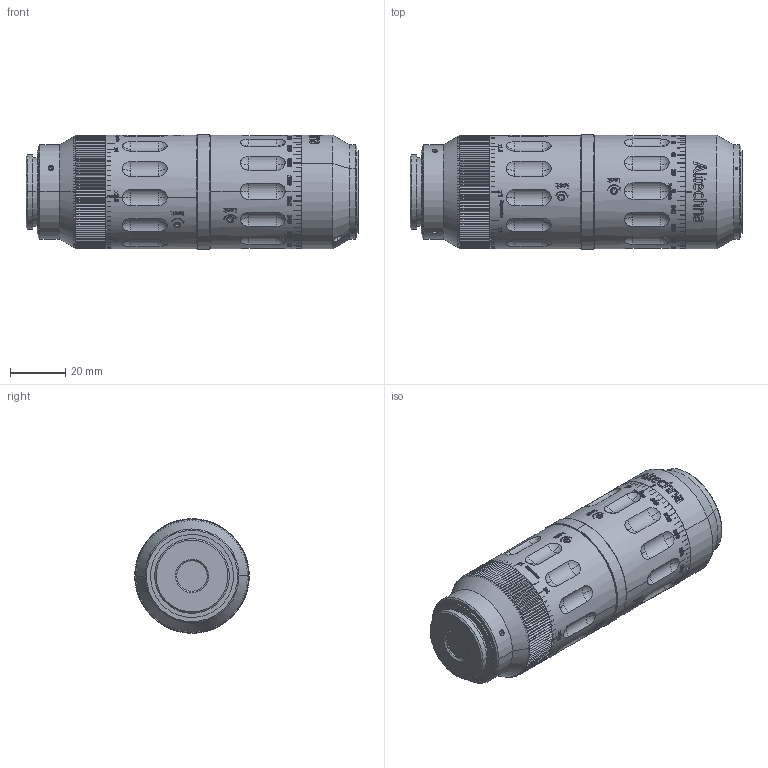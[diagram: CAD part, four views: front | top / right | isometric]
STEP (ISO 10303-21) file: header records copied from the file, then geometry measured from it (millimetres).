
FILE_DESCRIPTION (( 'STEP AP214' ), '1' );
FILE_NAME ('VBE-1X-4X-XXXX-XXXX-B.STEP', '2020-09-30T14:45:51', ( '' ), ( '' ), 'SwSTEP 2.0', 'SolidWorks 2020', '' );
FILE_SCHEMA (( 'AUTOMOTIVE_DESIGN' ));
Length unit declared in the file: millimetre
Products named in the file (1): VBE-1X-4X-XXXX-XXXX-B
Bounding box: 120 x 41.5 x 41.5 mm (x, y, z)
Volume: 141932.9 mm3; surface area: 20128 mm2
Topology: 1 solids, 2 shells, 3048 faces, 8202 edges, 5456 vertices
Faces by surface type: plane 1251, bspline 1121, cylinder 534, sphere 98, cone 44
Entity records: 208097 total; most frequent: CARTESIAN_POINT 107658, ORIENTED_EDGE 16396, DIRECTION 9707, EDGE_CURVE 8198, VERTEX_POINT 5456, B_SPLINE_CURVE_WITH_KNOTS 3911, AXIS2_PLACEMENT_3D 3492, EDGE_LOOP 3352
